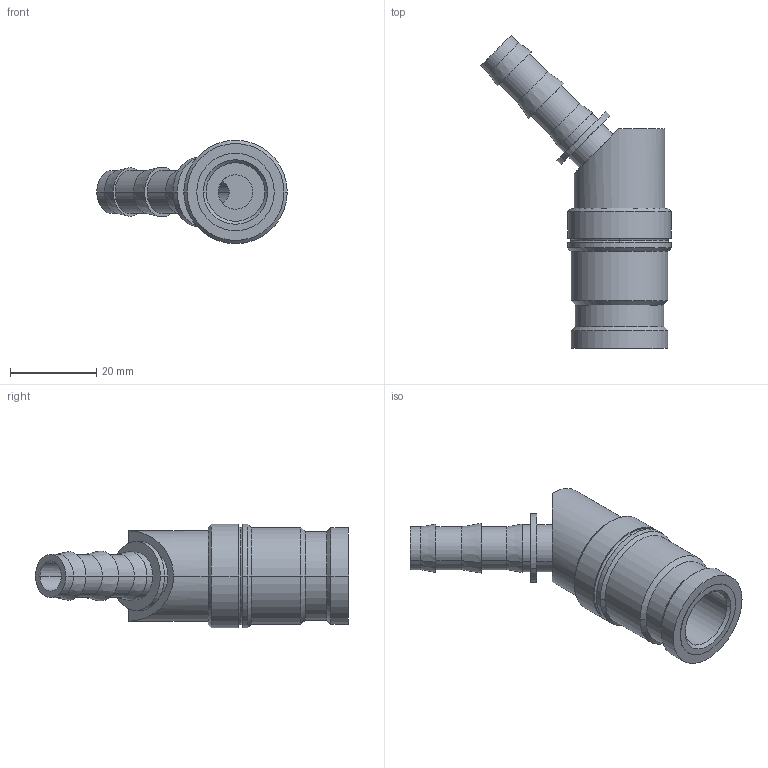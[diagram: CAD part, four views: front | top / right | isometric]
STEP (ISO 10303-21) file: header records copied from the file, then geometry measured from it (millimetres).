
FILE_DESCRIPTION(('STEP AP214'),'1');
FILE_NAME('esdf_10_t-45ab.stp','2020-04-22T06:13:43',('TraceParts'),('TraceParts S.A.'),'Spatial InterOp 3D',' ',' ');
FILE_SCHEMA(('automotive_design'));
Length unit declared in the file: millimetre
Products named in the file (1): 1
Bounding box: 44.18 x 72.68 x 24 mm (x, y, z)
Volume: 16347.2 mm3; surface area: 7860 mm2
Topology: 1 solids, 1 shells, 67 faces, 139 edges, 85 vertices
Faces by surface type: cylinder 32, cone 16, plane 15, torus 4
Entity records: 2463 total; most frequent: CARTESIAN_POINT 406, DIRECTION 361, ORIENTED_EDGE 278, AXIS2_PLACEMENT_3D 156, EDGE_CURVE 139, VERTEX_POINT 85, CIRCLE 84, EDGE_LOOP 80
